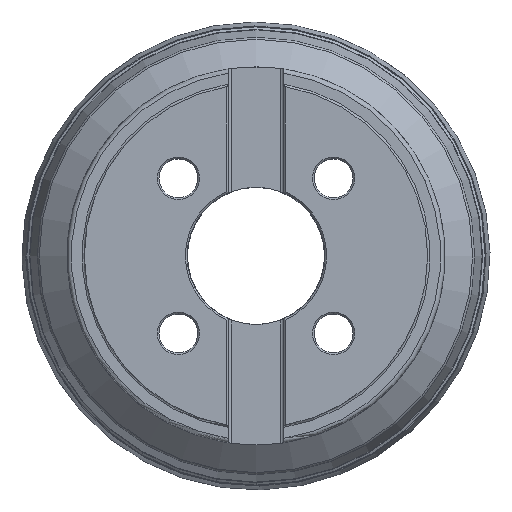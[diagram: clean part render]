
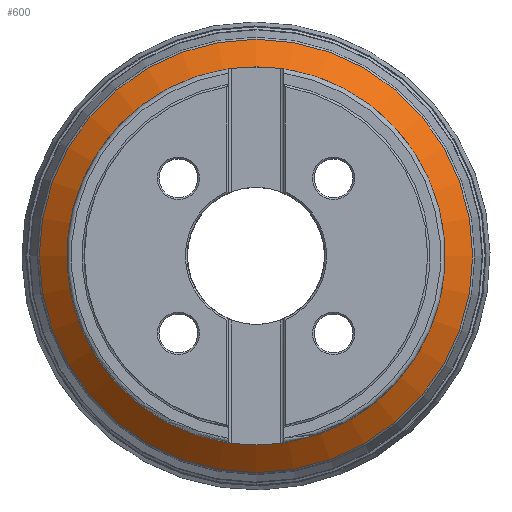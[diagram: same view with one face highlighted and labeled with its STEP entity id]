
A CAD part, top view. The second image highlights one B-rep face of the part: STEP entity #600.
In plain terms, the highlighted conical face has half-angle 49.655 degrees and reference radius 86.5 mm.
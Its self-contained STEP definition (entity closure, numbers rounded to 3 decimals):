
#206=CONICAL_SURFACE('',#2666,86.5,49.655);
#600=ADVANCED_FACE('',(#802,#803),#206,.T.);
#802=FACE_BOUND('',#960,.T.);
#803=FACE_BOUND('',#961,.T.);
#960=EDGE_LOOP('',(#1267));
#961=EDGE_LOOP('',(#1268));
#1267=ORIENTED_EDGE('',*,*,#2101,.T.);
#1268=ORIENTED_EDGE('',*,*,#2102,.T.);
#1869=VERTEX_POINT('',#4243);
#1870=VERTEX_POINT('',#4245);
#2101=EDGE_CURVE('',#1869,#1869,#2376,.T.);
#2102=EDGE_CURVE('',#1870,#1870,#2377,.T.);
#2376=CIRCLE('',#2664,87.029);
#2377=CIRCLE('',#2665,100.339);
#2664=AXIS2_PLACEMENT_3D('',#4242,#3046,#3047);
#2665=AXIS2_PLACEMENT_3D('',#4244,#3048,#3049);
#2666=AXIS2_PLACEMENT_3D('',#4246,#3050,#3051);
#3046=DIRECTION('',(0.,0.,-1.));
#3047=DIRECTION('',(-1.,0.,0.));
#3048=DIRECTION('',(0.,0.,1.));
#3049=DIRECTION('',(1.,0.,0.));
#3050=DIRECTION('',(0.,0.,-1.));
#3051=DIRECTION('',(-1.,0.,0.));
#4242=CARTESIAN_POINT('',(0.,0.,38.051));
#4243=CARTESIAN_POINT('',(-87.029,0.,38.051));
#4244=CARTESIAN_POINT('',(0.,0.,26.745));
#4245=CARTESIAN_POINT('',(100.339,0.,26.745));
#4246=CARTESIAN_POINT('',(0.,0.,38.5));
